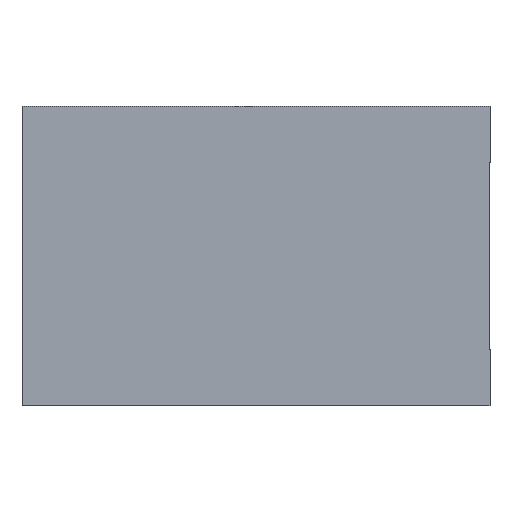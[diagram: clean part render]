
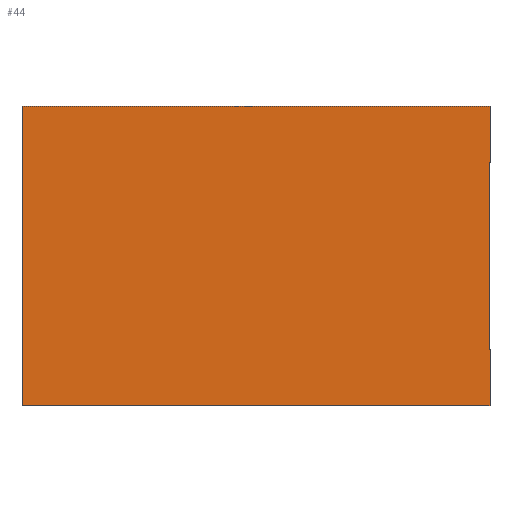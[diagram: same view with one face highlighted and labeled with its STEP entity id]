
A CAD part, front view. The second image highlights one B-rep face of the part: STEP entity #44.
In plain terms, the highlighted planar face has unit normal (0, -1, 0).
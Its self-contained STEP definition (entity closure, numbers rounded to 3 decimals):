
#2 = CARTESIAN_POINT ( 'NONE',  ( -5., 0., 0. ) ) ;
#3 = DIRECTION ( 'NONE',  ( -1., 0., 0. ) ) ;
#9 = CARTESIAN_POINT ( 'NONE',  ( -0.01, 0., -2.6 ) ) ;
#17 = VECTOR ( 'NONE', #540, 1000. ) ;
#24 = CARTESIAN_POINT ( 'NONE',  ( -0.01, 0., -0.6 ) ) ;
#29 = LINE ( 'NONE', #123, #247 ) ;
#30 = CARTESIAN_POINT ( 'NONE',  ( -4.99, 0., -0.6 ) ) ;
#36 = DIRECTION ( 'NONE',  ( 1., 0., 0. ) ) ;
#44 = ADVANCED_FACE ( 'NONE', ( #283 ), #427, .F. ) ;
#49 = CARTESIAN_POINT ( 'NONE',  ( 0., 0., -3.2 ) ) ;
#51 = CARTESIAN_POINT ( 'NONE',  ( -5., 0., -3.2 ) ) ;
#52 = VECTOR ( 'NONE', #100, 1000. ) ;
#53 = ORIENTED_EDGE ( 'NONE', *, *, #333, .F. ) ;
#71 = DIRECTION ( 'NONE',  ( 0., 0., -1. ) ) ;
#80 = VERTEX_POINT ( 'NONE', #190 ) ;
#85 = VECTOR ( 'NONE', #3, 1000. ) ;
#88 = DIRECTION ( 'NONE',  ( 0., 1., 0. ) ) ;
#96 = CARTESIAN_POINT ( 'NONE',  ( -5., 0., 0. ) ) ;
#98 = VERTEX_POINT ( 'NONE', #2 ) ;
#99 = ORIENTED_EDGE ( 'NONE', *, *, #610, .F. ) ;
#100 = DIRECTION ( 'NONE',  ( 0., 0., 1. ) ) ;
#103 = DIRECTION ( 'NONE',  ( 1., 0., 0. ) ) ;
#111 = LINE ( 'NONE', #255, #356 ) ;
#118 = VERTEX_POINT ( 'NONE', #389 ) ;
#122 = ORIENTED_EDGE ( 'NONE', *, *, #209, .T. ) ;
#123 = CARTESIAN_POINT ( 'NONE',  ( -0.01, 0., -0.6 ) ) ;
#135 = VERTEX_POINT ( 'NONE', #308 ) ;
#140 = LINE ( 'NONE', #30, #17 ) ;
#147 = CARTESIAN_POINT ( 'NONE',  ( -4.99, 0., -2.6 ) ) ;
#164 = LINE ( 'NONE', #9, #409 ) ;
#167 = VERTEX_POINT ( 'NONE', #605 ) ;
#177 = AXIS2_PLACEMENT_3D ( 'NONE', #587, #88, #463 ) ;
#181 = ORIENTED_EDGE ( 'NONE', *, *, #274, .F. ) ;
#182 = ORIENTED_EDGE ( 'NONE', *, *, #246, .T. ) ;
#183 = VERTEX_POINT ( 'NONE', #448 ) ;
#188 = EDGE_CURVE ( 'NONE', #585, #80, #620, .T. ) ;
#190 = CARTESIAN_POINT ( 'NONE',  ( 0., 0., 0. ) ) ;
#205 = CARTESIAN_POINT ( 'NONE',  ( -5., 0., -2.6 ) ) ;
#209 = EDGE_CURVE ( 'NONE', #564, #135, #466, .T. ) ;
#231 = LINE ( 'NONE', #96, #317 ) ;
#232 = CARTESIAN_POINT ( 'NONE',  ( -5., 0., -3.2 ) ) ;
#243 = DIRECTION ( 'NONE',  ( 0., 0., 1. ) ) ;
#246 = EDGE_CURVE ( 'NONE', #167, #564, #404, .T. ) ;
#247 = VECTOR ( 'NONE', #285, 1000. ) ;
#249 = DIRECTION ( 'NONE',  ( 0., 0., 1. ) ) ;
#254 = ORIENTED_EDGE ( 'NONE', *, *, #267, .T. ) ;
#255 = CARTESIAN_POINT ( 'NONE',  ( -5., 0., -3.2 ) ) ;
#257 = CARTESIAN_POINT ( 'NONE',  ( 0., 0., -0.6 ) ) ;
#267 = EDGE_CURVE ( 'NONE', #118, #585, #29, .T. ) ;
#274 = EDGE_CURVE ( 'NONE', #424, #98, #111, .T. ) ;
#281 = CARTESIAN_POINT ( 'NONE',  ( -4.99, 0., -0.6 ) ) ;
#283 = FACE_OUTER_BOUND ( 'NONE', #497, .T. ) ;
#285 = DIRECTION ( 'NONE',  ( 1., 0., 0. ) ) ;
#286 = VECTOR ( 'NONE', #36, 1000. ) ;
#305 = ORIENTED_EDGE ( 'NONE', *, *, #579, .F. ) ;
#306 = DIRECTION ( 'NONE',  ( 1., 0., 0. ) ) ;
#308 = CARTESIAN_POINT ( 'NONE',  ( 0., 0., -2.6 ) ) ;
#317 = VECTOR ( 'NONE', #306, 1000. ) ;
#333 = EDGE_CURVE ( 'NONE', #118, #183, #596, .T. ) ;
#337 = VECTOR ( 'NONE', #549, 1000. ) ;
#338 = VERTEX_POINT ( 'NONE', #461 ) ;
#355 = ORIENTED_EDGE ( 'NONE', *, *, #510, .F. ) ;
#356 = VECTOR ( 'NONE', #243, 1000. ) ;
#357 = LINE ( 'NONE', #434, #613 ) ;
#361 = ORIENTED_EDGE ( 'NONE', *, *, #188, .T. ) ;
#382 = ORIENTED_EDGE ( 'NONE', *, *, #563, .F. ) ;
#389 = CARTESIAN_POINT ( 'NONE',  ( -0.01, 0., -0.6 ) ) ;
#391 = CARTESIAN_POINT ( 'NONE',  ( 0., 0., -3.2 ) ) ;
#393 = VERTEX_POINT ( 'NONE', #281 ) ;
#404 = LINE ( 'NONE', #232, #286 ) ;
#409 = VECTOR ( 'NONE', #103, 1000. ) ;
#414 = CARTESIAN_POINT ( 'NONE',  ( -5., 0., -0.6 ) ) ;
#424 = VERTEX_POINT ( 'NONE', #414 ) ;
#427 = PLANE ( 'NONE',  #177 ) ;
#434 = CARTESIAN_POINT ( 'NONE',  ( -4.99, 0., -2.6 ) ) ;
#439 = LINE ( 'NONE', #51, #52 ) ;
#448 = CARTESIAN_POINT ( 'NONE',  ( -0.01, 0., -2.6 ) ) ;
#457 = ORIENTED_EDGE ( 'NONE', *, *, #573, .T. ) ;
#461 = CARTESIAN_POINT ( 'NONE',  ( -4.99, 0., -2.6 ) ) ;
#463 = DIRECTION ( 'NONE',  ( 0., 0., 1. ) ) ;
#466 = LINE ( 'NONE', #489, #337 ) ;
#489 = CARTESIAN_POINT ( 'NONE',  ( 0., 0., -3.2 ) ) ;
#490 = VECTOR ( 'NONE', #71, 1000. ) ;
#491 = DIRECTION ( 'NONE',  ( 0., 0., 1. ) ) ;
#497 = EDGE_LOOP ( 'NONE', ( #53, #254, #361, #305, #181, #355, #382, #457, #628, #182, #122, #99 ) ) ;
#510 = EDGE_CURVE ( 'NONE', #393, #424, #140, .T. ) ;
#540 = DIRECTION ( 'NONE',  ( -1., 0., 0. ) ) ;
#549 = DIRECTION ( 'NONE',  ( 0., 0., 1. ) ) ;
#563 = EDGE_CURVE ( 'NONE', #338, #393, #357, .T. ) ;
#564 = VERTEX_POINT ( 'NONE', #391 ) ;
#573 = EDGE_CURVE ( 'NONE', #338, #617, #598, .T. ) ;
#579 = EDGE_CURVE ( 'NONE', #98, #80, #231, .T. ) ;
#584 = EDGE_CURVE ( 'NONE', #167, #617, #439, .T. ) ;
#585 = VERTEX_POINT ( 'NONE', #257 ) ;
#587 = CARTESIAN_POINT ( 'NONE',  ( 0., 0., 0. ) ) ;
#596 = LINE ( 'NONE', #24, #490 ) ;
#598 = LINE ( 'NONE', #147, #85 ) ;
#605 = CARTESIAN_POINT ( 'NONE',  ( -5., 0., -3.2 ) ) ;
#608 = VECTOR ( 'NONE', #249, 1000. ) ;
#610 = EDGE_CURVE ( 'NONE', #183, #135, #164, .T. ) ;
#613 = VECTOR ( 'NONE', #491, 1000. ) ;
#617 = VERTEX_POINT ( 'NONE', #205 ) ;
#620 = LINE ( 'NONE', #49, #608 ) ;
#628 = ORIENTED_EDGE ( 'NONE', *, *, #584, .F. ) ;
